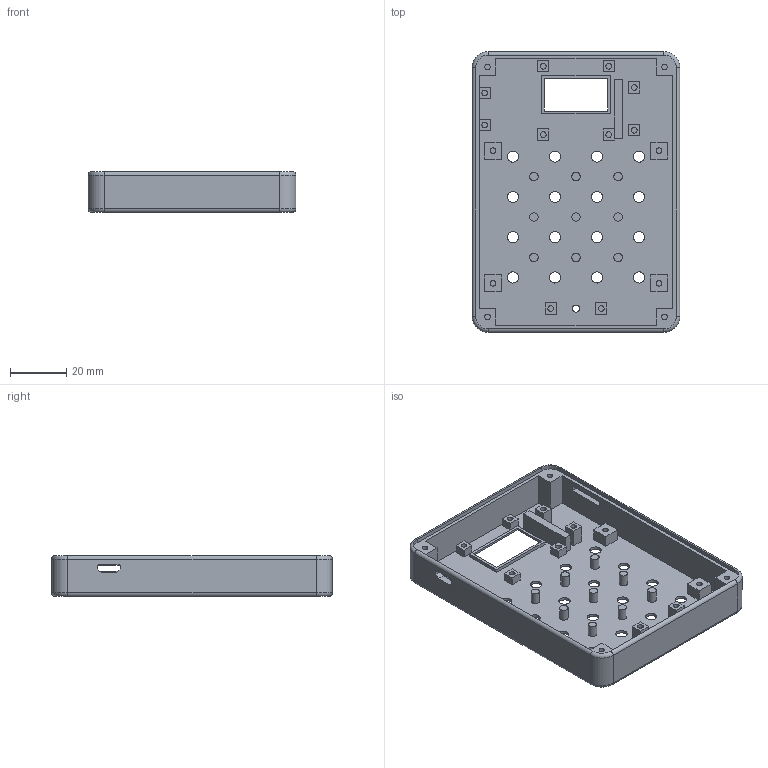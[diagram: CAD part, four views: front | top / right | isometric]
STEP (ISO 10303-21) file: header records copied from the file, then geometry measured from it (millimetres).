
FILE_DESCRIPTION(/* description */ (''),/* implementation_level */ '2;1');
FILE_NAME(/* name */ 'Front.step',/* time_stamp */ '2022-12-10T06:36:40-06:00',/* author */ (''),/* organization */ (''),/* preprocessor_version */ 'ST-DEVELOPER v19.2',/* originating_system */ 'Autodesk Translation Framework v11.17.0.187',/* authorisation */ '');
FILE_SCHEMA (('AUTOMOTIVE_DESIGN { 1 0 10303 214 3 1 1 }'));
Length unit declared in the file: millimetre
Products named in the file (1): front_new
Bounding box: 74 x 100 x 14.5 mm (x, y, z)
Volume: 20514.7 mm3; surface area: 25836.9 mm2
Topology: 1 solids, 1 shells, 216 faces, 490 edges, 317 vertices
Faces by surface type: plane 146, cylinder 62, torus 8
Full cylindrical faces by diameter (mm): 2 x18, 2.5 x1, 3 x9, 4 x16
Entity records: 6123 total; most frequent: DIRECTION 1052, CARTESIAN_POINT 1024, ORIENTED_EDGE 980, EDGE_CURVE 490, LINE 362, VECTOR 362, AXIS2_PLACEMENT_3D 345, VERTEX_POINT 317
